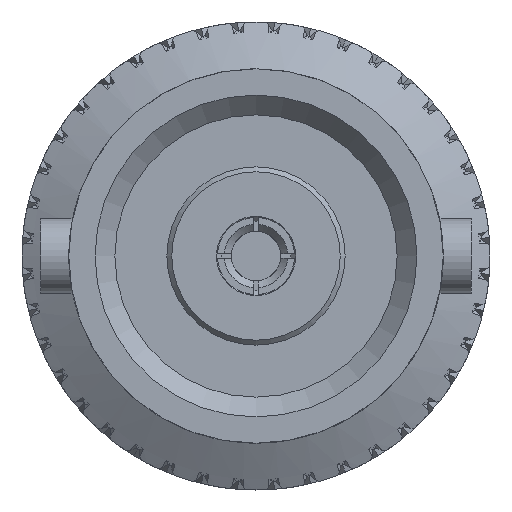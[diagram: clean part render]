
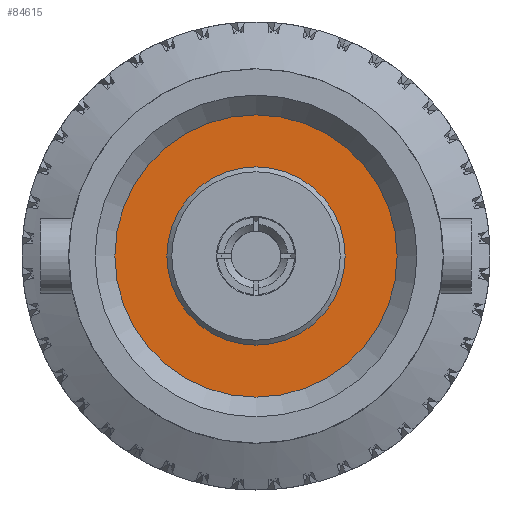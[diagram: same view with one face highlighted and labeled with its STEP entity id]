
A CAD part, left-side view. The second image highlights one B-rep face of the part: STEP entity #84615.
In plain terms, the highlighted planar face has unit normal (-1, 0, 0).
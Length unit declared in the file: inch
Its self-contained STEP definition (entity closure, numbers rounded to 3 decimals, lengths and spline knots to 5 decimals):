
#1911 = EDGE_CURVE ( 'NONE', #47439, #47439, #37529, .T. ) ;
#8049 = FACE_OUTER_BOUND ( 'NONE', #9422, .T. ) ;
#9422 = EDGE_LOOP ( 'NONE', ( #35230 ) ) ;
#9676 = PLANE ( 'NONE',  #66923 ) ;
#19705 = CARTESIAN_POINT ( 'NONE',  ( 0.38, 0.09, 0. ) ) ;
#19926 = CARTESIAN_POINT ( 'NONE',  ( 0.38, 0., 0. ) ) ;
#25057 = CARTESIAN_POINT ( 'NONE',  ( 0.38, 0., 0. ) ) ;
#25266 = AXIS2_PLACEMENT_3D ( 'NONE', #65311, #57098, #32997 ) ;
#32754 = EDGE_LOOP ( 'NONE', ( #72867 ) ) ;
#32997 = DIRECTION ( 'NONE',  ( 0., 1., 0. ) ) ;
#35230 = ORIENTED_EDGE ( 'NONE', *, *, #59992, .T. ) ;
#37529 = CIRCLE ( 'NONE', #25266, 0.09 ) ;
#42579 = DIRECTION ( 'NONE',  ( 0., 1., 0. ) ) ;
#47439 = VERTEX_POINT ( 'NONE', #19705 ) ;
#56055 = CIRCLE ( 'NONE', #66542, 0.1425 ) ;
#57098 = DIRECTION ( 'NONE',  ( -1., 0., 0. ) ) ;
#59992 = EDGE_CURVE ( 'NONE', #78643, #78643, #56055, .T. ) ;
#61541 = DIRECTION ( 'NONE',  ( 0., 1., 0. ) ) ;
#65311 = CARTESIAN_POINT ( 'NONE',  ( 0.38, 0., 0. ) ) ;
#66542 = AXIS2_PLACEMENT_3D ( 'NONE', #19926, #78494, #61541 ) ;
#66923 = AXIS2_PLACEMENT_3D ( 'NONE', #25057, #74872, #42579 ) ;
#70430 = CARTESIAN_POINT ( 'NONE',  ( 0.38, 0.1425, 0. ) ) ;
#72867 = ORIENTED_EDGE ( 'NONE', *, *, #1911, .F. ) ;
#74872 = DIRECTION ( 'NONE',  ( -1., 0., 0. ) ) ;
#78494 = DIRECTION ( 'NONE',  ( -1., 0., 0. ) ) ;
#78643 = VERTEX_POINT ( 'NONE', #70430 ) ;
#83572 = FACE_BOUND ( 'NONE', #32754, .T. ) ;
#84615 = ADVANCED_FACE ( 'NONE', ( #8049, #83572 ), #9676, .T. ) ;
